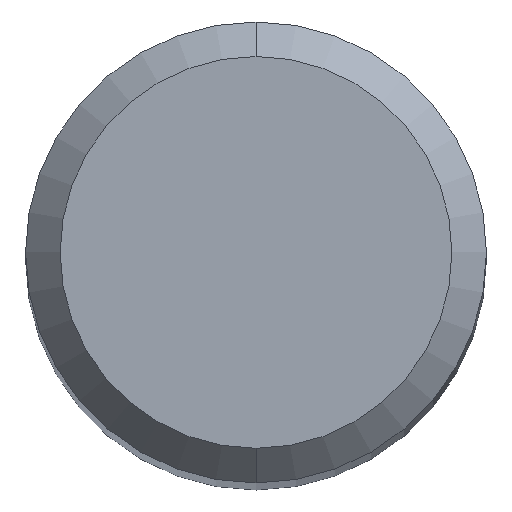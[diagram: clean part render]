
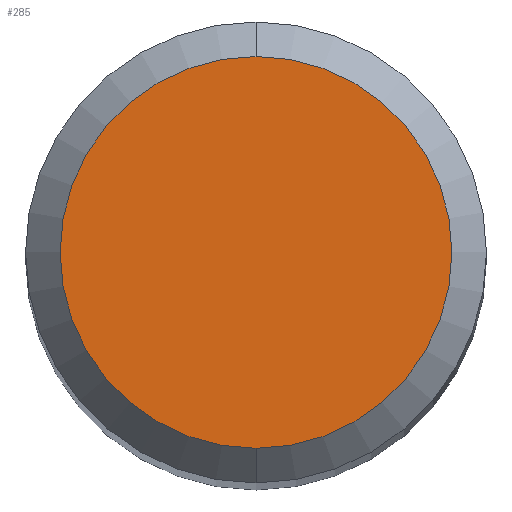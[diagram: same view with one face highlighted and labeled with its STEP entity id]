
A CAD part, top view. The second image highlights one B-rep face of the part: STEP entity #285.
In plain terms, the highlighted planar face has unit normal (0, 0, 1).
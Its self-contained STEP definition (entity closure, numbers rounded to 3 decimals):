
#203=EDGE_CURVE('',#443,#281,#513,.T.);
#281=VERTEX_POINT('',#596);
#285=ADVANCED_FACE('',(#600),#601,.T.);
#403=EDGE_CURVE('',#281,#443,#733,.T.);
#443=VERTEX_POINT('',#779);
#513=CIRCLE('',#932,1.7);
#596=CARTESIAN_POINT('',(0.0,1.7,0.0));
#600=FACE_OUTER_BOUND('',#1095,.T.);
#601=PLANE('',#1096);
#733=CIRCLE('',#1328,1.7);
#779=CARTESIAN_POINT('',(0.,-1.7,0.0));
#932=AXIS2_PLACEMENT_3D('',#1483,#1484,#1485);
#1095=EDGE_LOOP('',(#1587,#1588));
#1096=AXIS2_PLACEMENT_3D('',#1589,#1590,#1591);
#1328=AXIS2_PLACEMENT_3D('',#1731,#1732,#1733);
#1483=CARTESIAN_POINT('',(0.0,0.0,0.0));
#1484=DIRECTION('',(0.0,0.0,-1.0));
#1485=DIRECTION('',(0.0,1.0,0.0));
#1587=ORIENTED_EDGE('',*,*,#403,.F.);
#1588=ORIENTED_EDGE('',*,*,#203,.F.);
#1589=CARTESIAN_POINT('',(0.0,0.85,0.0));
#1590=DIRECTION('',(-0.0,0.0,1.0));
#1591=DIRECTION('',(0.0,-1.0,0.0));
#1731=CARTESIAN_POINT('',(0.0,0.0,0.0));
#1732=DIRECTION('',(0.0,0.0,-1.0));
#1733=DIRECTION('',(0.0,1.0,0.0));
